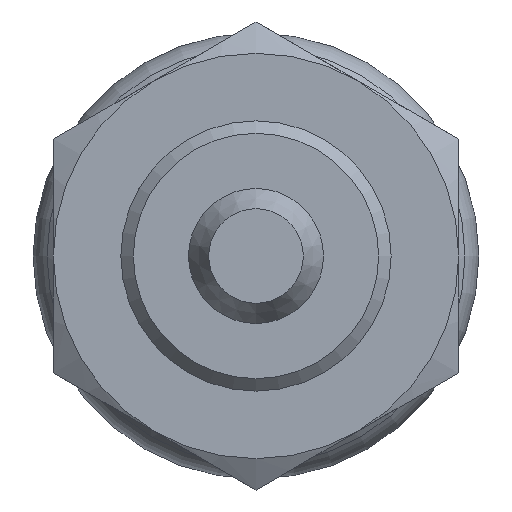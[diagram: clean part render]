
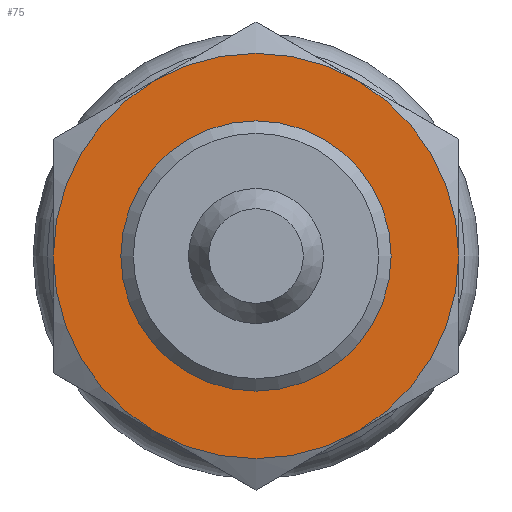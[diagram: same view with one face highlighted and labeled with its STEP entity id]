
A CAD part, front view. The second image highlights one B-rep face of the part: STEP entity #75.
In plain terms, the highlighted planar face has unit normal (0, -1, 0).
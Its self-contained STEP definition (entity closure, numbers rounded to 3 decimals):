
#75 = ADVANCED_FACE( '', ( #192, #193 ), #194, .F. );
#192 = FACE_BOUND( '', #362, .T. );
#193 = FACE_OUTER_BOUND( '', #363, .T. );
#194 = PLANE( '', #364 );
#362 = EDGE_LOOP( '', ( #528 ) );
#363 = EDGE_LOOP( '', ( #529, #530, #531, #532, #533, #534 ) );
#364 = AXIS2_PLACEMENT_3D( '', #535, #536, #537 );
#528 = ORIENTED_EDGE( '', *, *, #907, .F. );
#529 = ORIENTED_EDGE( '', *, *, #910, .T. );
#530 = ORIENTED_EDGE( '', *, *, #911, .T. );
#531 = ORIENTED_EDGE( '', *, *, #912, .T. );
#532 = ORIENTED_EDGE( '', *, *, #913, .T. );
#533 = ORIENTED_EDGE( '', *, *, #914, .T. );
#534 = ORIENTED_EDGE( '', *, *, #915, .T. );
#535 = CARTESIAN_POINT( '', ( 15., -25., 0. ) );
#536 = DIRECTION( '', ( 0., 1., 0. ) );
#537 = DIRECTION( '', ( 0., 0., 1. ) );
#907 = EDGE_CURVE( '', #1051, #1051, #1052, .F. );
#910 = EDGE_CURVE( '', #1056, #1057, #1058, .T. );
#911 = EDGE_CURVE( '', #1057, #1059, #1060, .T. );
#912 = EDGE_CURVE( '', #1059, #1061, #1062, .T. );
#913 = EDGE_CURVE( '', #1061, #1063, #1064, .T. );
#914 = EDGE_CURVE( '', #1063, #1065, #1066, .T. );
#915 = EDGE_CURVE( '', #1065, #1056, #1067, .T. );
#1051 = VERTEX_POINT( '', #1256 );
#1052 = CIRCLE( '', #1257, 10. );
#1056 = VERTEX_POINT( '', #1261 );
#1057 = VERTEX_POINT( '', #1262 );
#1058 = CIRCLE( '', #1263, 15. );
#1059 = VERTEX_POINT( '', #1264 );
#1060 = CIRCLE( '', #1265, 15. );
#1061 = VERTEX_POINT( '', #1266 );
#1062 = CIRCLE( '', #1267, 15. );
#1063 = VERTEX_POINT( '', #1268 );
#1064 = CIRCLE( '', #1269, 15. );
#1065 = VERTEX_POINT( '', #1270 );
#1066 = CIRCLE( '', #1271, 15. );
#1067 = CIRCLE( '', #1272, 15. );
#1256 = CARTESIAN_POINT( '', ( 0., -25., 10. ) );
#1257 = AXIS2_PLACEMENT_3D( '', #1650, #1651, #1652 );
#1261 = CARTESIAN_POINT( '', ( 7.5, -25., -12.99 ) );
#1262 = CARTESIAN_POINT( '', ( 15., -25., 0. ) );
#1263 = AXIS2_PLACEMENT_3D( '', #1656, #1657, #1658 );
#1264 = CARTESIAN_POINT( '', ( 7.5, -25., 12.99 ) );
#1265 = AXIS2_PLACEMENT_3D( '', #1659, #1660, #1661 );
#1266 = CARTESIAN_POINT( '', ( -7.5, -25., 12.99 ) );
#1267 = AXIS2_PLACEMENT_3D( '', #1662, #1663, #1664 );
#1268 = CARTESIAN_POINT( '', ( -15., -25., 0. ) );
#1269 = AXIS2_PLACEMENT_3D( '', #1665, #1666, #1667 );
#1270 = CARTESIAN_POINT( '', ( -7.5, -25., -12.99 ) );
#1271 = AXIS2_PLACEMENT_3D( '', #1668, #1669, #1670 );
#1272 = AXIS2_PLACEMENT_3D( '', #1671, #1672, #1673 );
#1650 = CARTESIAN_POINT( '', ( 0., -25., 0. ) );
#1651 = DIRECTION( '', ( 0., 1., 0. ) );
#1652 = DIRECTION( '', ( 0., 0., 1. ) );
#1656 = CARTESIAN_POINT( '', ( 0., -25., 0. ) );
#1657 = DIRECTION( '', ( 0., -1., 0. ) );
#1658 = DIRECTION( '', ( 0., 0., -1. ) );
#1659 = CARTESIAN_POINT( '', ( 0., -25., 0. ) );
#1660 = DIRECTION( '', ( 0., -1., 0. ) );
#1661 = DIRECTION( '', ( 0., 0., -1. ) );
#1662 = CARTESIAN_POINT( '', ( 0., -25., 0. ) );
#1663 = DIRECTION( '', ( 0., -1., 0. ) );
#1664 = DIRECTION( '', ( 0., 0., -1. ) );
#1665 = CARTESIAN_POINT( '', ( 0., -25., 0. ) );
#1666 = DIRECTION( '', ( 0., -1., 0. ) );
#1667 = DIRECTION( '', ( 0., 0., -1. ) );
#1668 = CARTESIAN_POINT( '', ( 0., -25., 0. ) );
#1669 = DIRECTION( '', ( 0., -1., 0. ) );
#1670 = DIRECTION( '', ( 0., 0., -1. ) );
#1671 = CARTESIAN_POINT( '', ( 0., -25., 0. ) );
#1672 = DIRECTION( '', ( 0., -1., 0. ) );
#1673 = DIRECTION( '', ( 0., 0., -1. ) );
